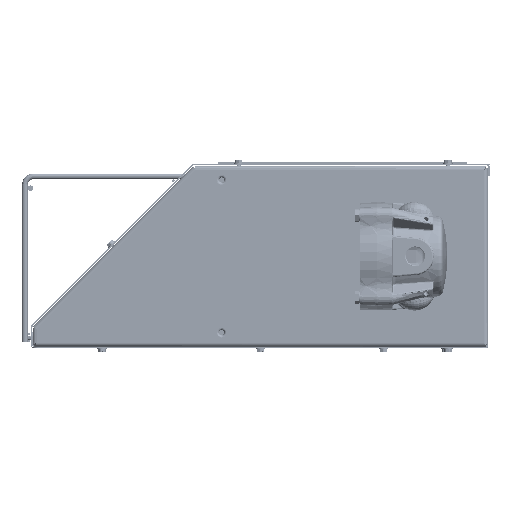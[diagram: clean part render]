
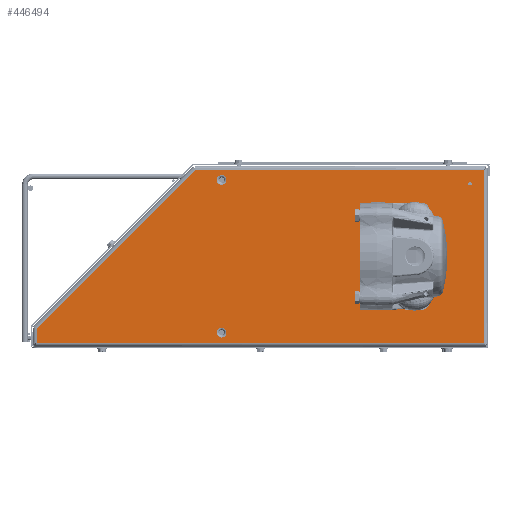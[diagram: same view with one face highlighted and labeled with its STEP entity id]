
A CAD part, left-side view. The second image highlights one B-rep face of the part: STEP entity #446494.
In plain terms, the highlighted planar face has unit normal (-1, 0, 0).
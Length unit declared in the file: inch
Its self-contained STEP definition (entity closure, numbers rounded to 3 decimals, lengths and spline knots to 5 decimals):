
#2646 = DIRECTION ( 'NONE',  ( 0., 0., -1. ) ) ;
#2949 = VERTEX_POINT ( 'NONE', #8047 ) ;
#3587 = DIRECTION ( 'NONE',  ( 1., 0., 0. ) ) ;
#8047 = CARTESIAN_POINT ( 'NONE',  ( -35.8905, -9.2656, 3.23018 ) ) ;
#8239 = VECTOR ( 'NONE', #258393, 39.37008 ) ;
#10465 = EDGE_CURVE ( 'NONE', #89732, #319994, #489861, .T. ) ;
#12237 = VECTOR ( 'NONE', #135640, 39.37008 ) ;
#24158 = EDGE_LOOP ( 'NONE', ( #217599, #327249 ) ) ;
#24394 = CARTESIAN_POINT ( 'NONE',  ( -35.8905, -6.8153, 1.45488 ) ) ;
#27895 = EDGE_CURVE ( 'NONE', #467073, #430100, #113090, .T. ) ;
#32052 = EDGE_LOOP ( 'NONE', ( #406894, #492965 ) ) ;
#32103 = DIRECTION ( 'NONE',  ( 1., 0., 0. ) ) ;
#43250 = CARTESIAN_POINT ( 'NONE',  ( -35.8905, -9.8906, -104.69812 ) ) ;
#45766 = CARTESIAN_POINT ( 'NONE',  ( -35.8905, -6.8153, 2.14238 ) ) ;
#46155 = AXIS2_PLACEMENT_3D ( 'NONE', #321928, #232501, #146209 ) ;
#46790 = ORIENTED_EDGE ( 'NONE', *, *, #58639, .T. ) ;
#48924 = EDGE_CURVE ( 'NONE', #455317, #173707, #366406, .T. ) ;
#57519 = CIRCLE ( 'NONE', #256745, 0.075 ) ;
#58639 = EDGE_CURVE ( 'NONE', #415024, #467073, #331059, .T. ) ;
#60013 = DIRECTION ( 'NONE',  ( 0., 0., -1. ) ) ;
#73950 = LINE ( 'NONE', #484622, #8239 ) ;
#74382 = FACE_OUTER_BOUND ( 'NONE', #356280, .T. ) ;
#75517 = EDGE_CURVE ( 'NONE', #318598, #494355, #169341, .T. ) ;
#75732 = CARTESIAN_POINT ( 'NONE',  ( -35.8905, 9.8906, -3.24248 ) ) ;
#89393 = VERTEX_POINT ( 'NONE', #511455 ) ;
#89529 = ORIENTED_EDGE ( 'NONE', *, *, #295207, .T. ) ;
#89732 = VERTEX_POINT ( 'NONE', #45766 ) ;
#93177 = ORIENTED_EDGE ( 'NONE', *, *, #75517, .T. ) ;
#98438 = CARTESIAN_POINT ( 'NONE',  ( -35.8905, 1.70993, 3.54613 ) ) ;
#109441 = CARTESIAN_POINT ( 'NONE',  ( -35.8905, -6.8153, 0.76738 ) ) ;
#112473 = DIRECTION ( 'NONE',  ( 1., 0., 0. ) ) ;
#113090 = LINE ( 'NONE', #392687, #538992 ) ;
#126988 = CIRCLE ( 'NONE', #174526, 0.21625 ) ;
#135640 = DIRECTION ( 'NONE',  ( 0., 0., 1. ) ) ;
#140933 = ORIENTED_EDGE ( 'NONE', *, *, #549846, .T. ) ;
#141280 = DIRECTION ( 'NONE',  ( 1., 0., 0. ) ) ;
#146209 = DIRECTION ( 'NONE',  ( 0., 0., 1. ) ) ;
#154340 = ORIENTED_EDGE ( 'NONE', *, *, #304012, .T. ) ;
#154346 = CIRCLE ( 'NONE', #506184, 0.21625 ) ;
#158665 = VECTOR ( 'NONE', #306315, 39.37008 ) ;
#166488 = DIRECTION ( 'NONE',  ( 0., -1., 0. ) ) ;
#169341 = LINE ( 'NONE', #574451, #158665 ) ;
#169819 = ORIENTED_EDGE ( 'NONE', *, *, #177045, .T. ) ;
#171105 = CIRCLE ( 'NONE', #209396, 0.21625 ) ;
#173442 = DIRECTION ( 'NONE',  ( 1., 0., 0. ) ) ;
#173707 = VERTEX_POINT ( 'NONE', #524463 ) ;
#174526 = AXIS2_PLACEMENT_3D ( 'NONE', #363873, #173442, #396691 ) ;
#177045 = EDGE_CURVE ( 'NONE', #449478, #89393, #126988, .T. ) ;
#181333 = DIRECTION ( 'NONE',  ( 1., 0., 0. ) ) ;
#185816 = AXIS2_PLACEMENT_3D ( 'NONE', #370734, #454130, #588487 ) ;
#194041 = EDGE_LOOP ( 'NONE', ( #583172, #567644 ) ) ;
#198271 = CIRCLE ( 'NONE', #217217, 0.6875 ) ;
#208686 = VERTEX_POINT ( 'NONE', #502956 ) ;
#209396 = AXIS2_PLACEMENT_3D ( 'NONE', #401191, #32103, #448723 ) ;
#211509 = DIRECTION ( 'NONE',  ( 0., 0., 1. ) ) ;
#215279 = DIRECTION ( 'NONE',  ( 1., 0., 0. ) ) ;
#217217 = AXIS2_PLACEMENT_3D ( 'NONE', #24394, #250672, #348774 ) ;
#217599 = ORIENTED_EDGE ( 'NONE', *, *, #491535, .T. ) ;
#221822 = CIRCLE ( 'NONE', #583301, 0.6875 ) ;
#232501 = DIRECTION ( 'NONE',  ( -1., 0., 0. ) ) ;
#233198 = AXIS2_PLACEMENT_3D ( 'NONE', #244416, #141280, #60013 ) ;
#236837 = CARTESIAN_POINT ( 'NONE',  ( -35.8905, 1.70993, 3.11363 ) ) ;
#239594 = EDGE_CURVE ( 'NONE', #2949, #208686, #57519, .T. ) ;
#244416 = CARTESIAN_POINT ( 'NONE',  ( -35.8905, -6.8153, 1.45488 ) ) ;
#244828 = CARTESIAN_POINT ( 'NONE',  ( -35.8905, -9.8906, -3.87042 ) ) ;
#245425 = CIRCLE ( 'NONE', #46155, 0.075 ) ;
#249334 = CARTESIAN_POINT ( 'NONE',  ( -35.8905, 1.70993, 3.32988 ) ) ;
#250672 = DIRECTION ( 'NONE',  ( 1., 0., 0. ) ) ;
#256745 = AXIS2_PLACEMENT_3D ( 'NONE', #261973, #392982, #211509 ) ;
#258393 = DIRECTION ( 'NONE',  ( 0., 0.707, -0.707 ) ) ;
#258815 = FACE_BOUND ( 'NONE', #32052, .T. ) ;
#261973 = CARTESIAN_POINT ( 'NONE',  ( -35.8905, -9.2656, 3.15518 ) ) ;
#263523 = AXIS2_PLACEMENT_3D ( 'NONE', #249334, #112473, #386250 ) ;
#273550 = ORIENTED_EDGE ( 'NONE', *, *, #288328, .T. ) ;
#288328 = EDGE_CURVE ( 'NONE', #89393, #449478, #154346, .T. ) ;
#295207 = EDGE_CURVE ( 'NONE', #381561, #453098, #396474, .T. ) ;
#303547 = FACE_BOUND ( 'NONE', #551000, .T. ) ;
#304012 = EDGE_CURVE ( 'NONE', #494355, #415024, #73950, .T. ) ;
#306315 = DIRECTION ( 'NONE',  ( 0., 1., 0. ) ) ;
#318598 = VERTEX_POINT ( 'NONE', #585280 ) ;
#319994 = VERTEX_POINT ( 'NONE', #109441 ) ;
#321928 = CARTESIAN_POINT ( 'NONE',  ( -35.8905, -9.2656, 3.15518 ) ) ;
#327249 = ORIENTED_EDGE ( 'NONE', *, *, #48924, .T. ) ;
#331059 = LINE ( 'NONE', #464895, #436377 ) ;
#348774 = DIRECTION ( 'NONE',  ( 0., 0., -1. ) ) ;
#350044 = LINE ( 'NONE', #43250, #12237 ) ;
#356280 = EDGE_LOOP ( 'NONE', ( #46790, #401397, #140933, #93177, #154340 ) ) ;
#363873 = CARTESIAN_POINT ( 'NONE',  ( -35.8905, 1.71115, -3.42012 ) ) ;
#366406 = CIRCLE ( 'NONE', #185816, 0.6875 ) ;
#369644 = CARTESIAN_POINT ( 'NONE',  ( -35.8905, 1.71115, -3.42012 ) ) ;
#370734 = CARTESIAN_POINT ( 'NONE',  ( -35.8905, -6.8153, -1.54512 ) ) ;
#381561 = VERTEX_POINT ( 'NONE', #236837 ) ;
#383862 = CARTESIAN_POINT ( 'NONE',  ( -35.8905, -6.8153, -0.85762 ) ) ;
#384634 = CARTESIAN_POINT ( 'NONE',  ( -35.8905, 9.8906, -3.87042 ) ) ;
#386250 = DIRECTION ( 'NONE',  ( 0., 0., -1. ) ) ;
#392687 = CARTESIAN_POINT ( 'NONE',  ( -35.8905, 110.7183, -3.87042 ) ) ;
#392982 = DIRECTION ( 'NONE',  ( -1., 0., 0. ) ) ;
#396474 = CIRCLE ( 'NONE', #263523, 0.21625 ) ;
#396691 = DIRECTION ( 'NONE',  ( 0., 0., -1. ) ) ;
#399764 = DIRECTION ( 'NONE',  ( 0., 0., -1. ) ) ;
#401191 = CARTESIAN_POINT ( 'NONE',  ( -35.8905, 1.70993, 3.32988 ) ) ;
#401397 = ORIENTED_EDGE ( 'NONE', *, *, #27895, .T. ) ;
#406894 = ORIENTED_EDGE ( 'NONE', *, *, #239594, .F. ) ;
#408419 = DIRECTION ( 'NONE',  ( 0., 0., -1. ) ) ;
#415024 = VERTEX_POINT ( 'NONE', #75732 ) ;
#424479 = EDGE_CURVE ( 'NONE', #208686, #2949, #245425, .T. ) ;
#429093 = CARTESIAN_POINT ( 'NONE',  ( -35.8905, 1.71115, -3.20387 ) ) ;
#430100 = VERTEX_POINT ( 'NONE', #244828 ) ;
#436377 = VECTOR ( 'NONE', #467882, 39.37008 ) ;
#438178 = EDGE_CURVE ( 'NONE', #319994, #89732, #198271, .T. ) ;
#441434 = CARTESIAN_POINT ( 'NONE',  ( -35.8905, -6.8153, -1.54512 ) ) ;
#443231 = PLANE ( 'NONE',  #568957 ) ;
#446494 = ADVANCED_FACE ( 'NONE', ( #258815, #303547, #485042, #526899, #482152, #74382 ), #443231, .F. ) ;
#448723 = DIRECTION ( 'NONE',  ( 0., 0., -1. ) ) ;
#449478 = VERTEX_POINT ( 'NONE', #429093 ) ;
#453098 = VERTEX_POINT ( 'NONE', #98438 ) ;
#454130 = DIRECTION ( 'NONE',  ( 1., 0., 0. ) ) ;
#455317 = VERTEX_POINT ( 'NONE', #383862 ) ;
#464895 = CARTESIAN_POINT ( 'NONE',  ( -35.8905, 9.8906, 97.48288 ) ) ;
#465451 = EDGE_LOOP ( 'NONE', ( #273550, #169819 ) ) ;
#467073 = VERTEX_POINT ( 'NONE', #384634 ) ;
#467882 = DIRECTION ( 'NONE',  ( 0., 0., -1. ) ) ;
#482152 = FACE_BOUND ( 'NONE', #24158, .T. ) ;
#484622 = CARTESIAN_POINT ( 'NONE',  ( -35.8905, -68.35565, 75.00377 ) ) ;
#485042 = FACE_BOUND ( 'NONE', #465451, .T. ) ;
#489861 = CIRCLE ( 'NONE', #233198, 0.6875 ) ;
#491535 = EDGE_CURVE ( 'NONE', #173707, #455317, #221822, .T. ) ;
#492965 = ORIENTED_EDGE ( 'NONE', *, *, #424479, .F. ) ;
#494355 = VERTEX_POINT ( 'NONE', #525878 ) ;
#502724 = CARTESIAN_POINT ( 'NONE',  ( -35.8905, 0., 0. ) ) ;
#502956 = CARTESIAN_POINT ( 'NONE',  ( -35.8905, -9.2656, 3.08018 ) ) ;
#506184 = AXIS2_PLACEMENT_3D ( 'NONE', #369644, #3587, #408419 ) ;
#511455 = CARTESIAN_POINT ( 'NONE',  ( -35.8905, 1.71115, -3.63637 ) ) ;
#524463 = CARTESIAN_POINT ( 'NONE',  ( -35.8905, -6.8153, -2.23262 ) ) ;
#525878 = CARTESIAN_POINT ( 'NONE',  ( -35.8905, 2.86794, 3.78018 ) ) ;
#526899 = FACE_BOUND ( 'NONE', #194041, .T. ) ;
#538992 = VECTOR ( 'NONE', #166488, 39.37008 ) ;
#546111 = EDGE_CURVE ( 'NONE', #453098, #381561, #171105, .T. ) ;
#549846 = EDGE_CURVE ( 'NONE', #430100, #318598, #350044, .T. ) ;
#551000 = EDGE_LOOP ( 'NONE', ( #89529, #553975 ) ) ;
#553975 = ORIENTED_EDGE ( 'NONE', *, *, #546111, .T. ) ;
#567644 = ORIENTED_EDGE ( 'NONE', *, *, #10465, .T. ) ;
#568957 = AXIS2_PLACEMENT_3D ( 'NONE', #502724, #181333, #2646 ) ;
#574451 = CARTESIAN_POINT ( 'NONE',  ( -35.8905, -110.7183, 3.78018 ) ) ;
#583172 = ORIENTED_EDGE ( 'NONE', *, *, #438178, .T. ) ;
#583301 = AXIS2_PLACEMENT_3D ( 'NONE', #441434, #215279, #399764 ) ;
#585280 = CARTESIAN_POINT ( 'NONE',  ( -35.8905, -9.8906, 3.78018 ) ) ;
#588487 = DIRECTION ( 'NONE',  ( 0., 0., -1. ) ) ;
